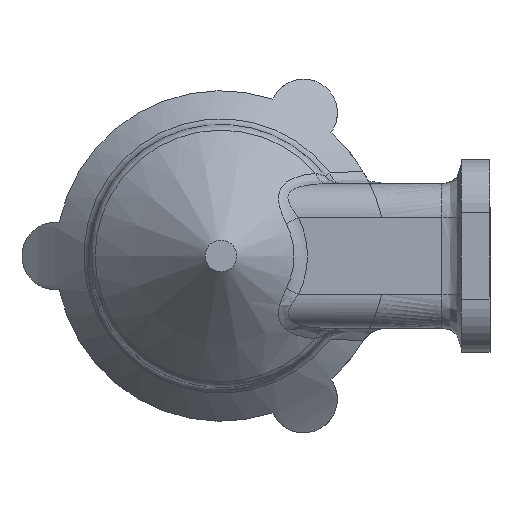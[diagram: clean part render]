
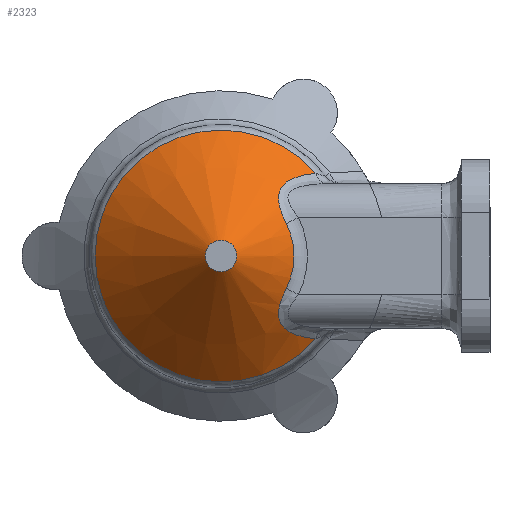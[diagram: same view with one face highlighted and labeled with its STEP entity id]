
A CAD part, front view. The second image highlights one B-rep face of the part: STEP entity #2323.
In plain terms, the highlighted conical face has half-angle 45 degrees and reference radius 7.65 mm.
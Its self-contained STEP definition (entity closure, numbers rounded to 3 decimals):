
#19=CONICAL_SURFACE('',#2562,7.65,0.785);
#174=LINE('',#5896,#258);
#258=VECTOR('',#3059,7.65);
#427=FACE_OUTER_BOUND('',#591,.T.);
#591=EDGE_LOOP('',(#2002,#2003,#2004,#2005,#2006,#2007,#2008,#2009));
#722=CIRCLE('',#2541,7.564);
#729=CIRCLE('',#2552,13.064);
#730=CIRCLE('',#2553,13.064);
#735=CIRCLE('',#2563,1.65);
#886=B_SPLINE_CURVE_WITH_KNOTS('',3,(#5705,#5706,#5707,#5708,#5709,#5710,
#5711,#5712,#5713,#5714),.UNSPECIFIED.,.F.,.F.,(4,1,1,1,1,1,1,4),(0.,0.223,
0.298,0.447,0.596,0.744,
0.893,1.042),.UNSPECIFIED.);
#887=B_SPLINE_CURVE_WITH_KNOTS('',3,(#5766,#5767,#5768,#5769,#5770,#5771,
#5772,#5773,#5774),.UNSPECIFIED.,.F.,.F.,(4,1,1,1,1,1,4),(0.,0.149,
0.298,0.447,0.596,0.744,
1.042),.UNSPECIFIED.);
#1088=VERTEX_POINT('',#5646);
#1089=VERTEX_POINT('',#5703);
#1090=VERTEX_POINT('',#5716);
#1091=VERTEX_POINT('',#5764);
#1094=VERTEX_POINT('',#5817);
#1098=VERTEX_POINT('',#5894);
#1410=EDGE_CURVE('',#1088,#1089,#886,.T.);
#1412=EDGE_CURVE('',#1089,#1090,#722,.T.);
#1414=EDGE_CURVE('',#1090,#1091,#887,.T.);
#1422=EDGE_CURVE('',#1091,#1094,#729,.T.);
#1423=EDGE_CURVE('',#1094,#1088,#730,.T.);
#1433=EDGE_CURVE('',#1098,#1098,#735,.T.);
#1434=EDGE_CURVE('',#1098,#1094,#174,.T.);
#2002=ORIENTED_EDGE('',*,*,#1433,.T.);
#2003=ORIENTED_EDGE('',*,*,#1434,.T.);
#2004=ORIENTED_EDGE('',*,*,#1422,.F.);
#2005=ORIENTED_EDGE('',*,*,#1414,.F.);
#2006=ORIENTED_EDGE('',*,*,#1412,.F.);
#2007=ORIENTED_EDGE('',*,*,#1410,.F.);
#2008=ORIENTED_EDGE('',*,*,#1423,.F.);
#2009=ORIENTED_EDGE('',*,*,#1434,.F.);
#2323=ADVANCED_FACE('',(#427),#19,.T.);
#2541=AXIS2_PLACEMENT_3D('',#5718,#3011,#3012);
#2552=AXIS2_PLACEMENT_3D('',#5818,#3034,#3035);
#2553=AXIS2_PLACEMENT_3D('',#5819,#3036,#3037);
#2562=AXIS2_PLACEMENT_3D('',#5893,#3055,#3056);
#2563=AXIS2_PLACEMENT_3D('',#5895,#3057,#3058);
#3011=DIRECTION('center_axis',(0.,1.,0.));
#3012=DIRECTION('ref_axis',(1.,0.,0.));
#3034=DIRECTION('center_axis',(0.,1.,0.));
#3035=DIRECTION('ref_axis',(-1.,0.,0.));
#3036=DIRECTION('center_axis',(0.,1.,0.));
#3037=DIRECTION('ref_axis',(-1.,0.,0.));
#3055=DIRECTION('center_axis',(0.,1.,0.));
#3056=DIRECTION('ref_axis',(1.,0.,0.));
#3057=DIRECTION('center_axis',(0.,1.,0.));
#3058=DIRECTION('ref_axis',(1.,0.,0.));
#3059=DIRECTION('',(-0.707,0.707,0.));
#5646=CARTESIAN_POINT('',(9.859,-25.086,8.572));
#5703=CARTESIAN_POINT('',(6.772,-30.586,3.37));
#5705=CARTESIAN_POINT('Ctrl Pts',(9.859,-25.086,8.572));
#5706=CARTESIAN_POINT('Ctrl Pts',(9.289,-25.534,8.543));
#5707=CARTESIAN_POINT('Ctrl Pts',(8.541,-26.149,8.437));
#5708=CARTESIAN_POINT('Ctrl Pts',(7.497,-27.121,8.093));
#5709=CARTESIAN_POINT('Ctrl Pts',(6.698,-27.963,7.676));
#5710=CARTESIAN_POINT('Ctrl Pts',(6.,-29.045,6.85));
#5711=CARTESIAN_POINT('Ctrl Pts',(5.905,-29.966,5.694));
#5712=CARTESIAN_POINT('Ctrl Pts',(6.25,-30.476,4.509));
#5713=CARTESIAN_POINT('Ctrl Pts',(6.586,-30.586,3.744));
#5714=CARTESIAN_POINT('Ctrl Pts',(6.772,-30.586,3.37));
#5716=CARTESIAN_POINT('',(6.772,-30.586,-3.37));
#5718=CARTESIAN_POINT('Origin',(0.,-30.586,0.));
#5764=CARTESIAN_POINT('',(9.859,-25.086,-8.572));
#5766=CARTESIAN_POINT('Ctrl Pts',(6.772,-30.586,-3.37));
#5767=CARTESIAN_POINT('Ctrl Pts',(6.586,-30.586,-3.744));
#5768=CARTESIAN_POINT('Ctrl Pts',(6.249,-30.476,-4.51));
#5769=CARTESIAN_POINT('Ctrl Pts',(5.907,-29.966,-5.693));
#5770=CARTESIAN_POINT('Ctrl Pts',(6.001,-29.045,-6.849));
#5771=CARTESIAN_POINT('Ctrl Pts',(6.698,-27.963,-7.675));
#5772=CARTESIAN_POINT('Ctrl Pts',(7.977,-26.616,-8.342));
#5773=CARTESIAN_POINT('Ctrl Pts',(9.1,-25.684,-8.534));
#5774=CARTESIAN_POINT('Ctrl Pts',(9.859,-25.086,-8.572));
#5817=CARTESIAN_POINT('',(-13.064,-25.086,0.));
#5818=CARTESIAN_POINT('Origin',(0.,-25.086,0.));
#5819=CARTESIAN_POINT('Origin',(0.,-25.086,0.));
#5893=CARTESIAN_POINT('Origin',(0.,-30.5,0.));
#5894=CARTESIAN_POINT('',(-1.65,-36.5,0.));
#5895=CARTESIAN_POINT('Origin',(0.,-36.5,0.));
#5896=CARTESIAN_POINT('',(-7.65,-30.5,0.));
